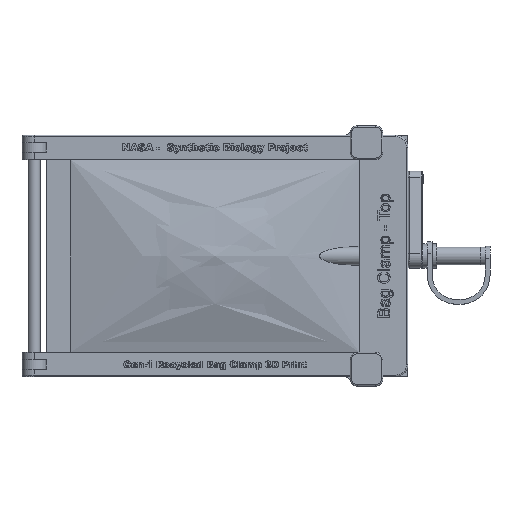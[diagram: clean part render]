
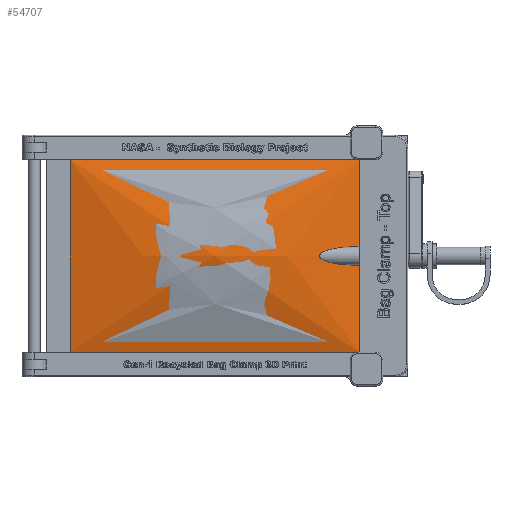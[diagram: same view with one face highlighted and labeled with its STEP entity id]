
A CAD part, top view. The second image highlights one B-rep face of the part: STEP entity #54707.
In plain terms, the highlighted free-form (B-spline) face has degree [3, 3] with [5, 5] control points.
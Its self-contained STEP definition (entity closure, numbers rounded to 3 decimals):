
#54663 = VERTEX_POINT('',#54664);
#54664 = CARTESIAN_POINT('',(76.2,5.08,0.762));
#54670 = EDGE_CURVE('',#54671,#54663,#54673,.T.);
#54671 = VERTEX_POINT('',#54672);
#54672 = CARTESIAN_POINT('',(76.2,-5.08,0.762));
#54673 = B_SPLINE_CURVE_WITH_KNOTS('',3,(#54674,#54675,#54676,#54677,
    #54678,#54679,#54680,#54681,#54682,#54683,#54684,#54685,#54686,
    #54687,#54688,#54689,#54690,#54691,#54692,#54693,#54694,#54695),
  .UNSPECIFIED.,.F.,.F.,(4,2,2,2,2,2,2,2,2,2,4),(-5.151,
    -3.399,-2.811,-2.679,-2.609,
    -2.558,-2.507,-2.442,-2.293,
    -1.755,0.),.UNSPECIFIED.);
#54674 = CARTESIAN_POINT('',(76.2,-5.08,0.762));
#54675 = CARTESIAN_POINT('',(70.819,-5.08,2.071));
#54676 = CARTESIAN_POINT('',(65.694,-4.574,
    3.315));
#54677 = CARTESIAN_POINT('',(60.508,-3.404,
    4.558));
#54678 = CARTESIAN_POINT('',(58.179,-2.805,
    5.112));
#54679 = CARTESIAN_POINT('',(56.271,-1.675,
    5.563));
#54680 = CARTESIAN_POINT('',(55.91,-1.423,
    5.648));
#54681 = CARTESIAN_POINT('',(55.474,-0.972,
    5.751));
#54682 = CARTESIAN_POINT('',(55.334,-0.794,
    5.784));
#54683 = CARTESIAN_POINT('',(55.164,-0.454,
    5.824));
#54684 = CARTESIAN_POINT('',(55.114,-0.304,
    5.835));
#54685 = CARTESIAN_POINT('',(55.075,0.013,
    5.844));
#54686 = CARTESIAN_POINT('',(55.088,0.169,
    5.842));
#54687 = CARTESIAN_POINT('',(55.183,0.52,5.819
    ));
#54688 = CARTESIAN_POINT('',(55.28,0.7,
    5.796));
#54689 = CARTESIAN_POINT('',(55.676,1.239,
    5.703));
#54690 = CARTESIAN_POINT('',(56.093,1.556,
    5.605));
#54691 = CARTESIAN_POINT('',(57.89,2.676,
    5.181));
#54692 = CARTESIAN_POINT('',(59.985,3.257,
    4.682));
#54693 = CARTESIAN_POINT('',(65.13,4.515,
    3.452));
#54694 = CARTESIAN_POINT('',(70.516,5.08,2.145));
#54695 = CARTESIAN_POINT('',(76.2,5.08,0.762));
#54707 = ADVANCED_FACE('',(#54708),#54757,.T.);
#54708 = FACE_BOUND('',#54709,.T.);
#54709 = EDGE_LOOP('',(#54710,#54711,#54720,#54730,#54740,#54750));
#54710 = ORIENTED_EDGE('',*,*,#54670,.T.);
#54711 = ORIENTED_EDGE('',*,*,#54712,.T.);
#54712 = EDGE_CURVE('',#54663,#54713,#54715,.T.);
#54713 = VERTEX_POINT('',#54714);
#54714 = CARTESIAN_POINT('',(76.2,50.8,0.762));
#54715 = B_SPLINE_CURVE_WITH_KNOTS('',3,(#54716,#54717,#54718,#54719),
  .UNSPECIFIED.,.F.,.F.,(4,4),(-0.9,0.),.PIECEWISE_BEZIER_KNOTS.);
#54716 = CARTESIAN_POINT('',(76.2,5.08,0.762));
#54717 = CARTESIAN_POINT('',(76.2,20.32,0.762));
#54718 = CARTESIAN_POINT('',(76.2,35.56,0.762));
#54719 = CARTESIAN_POINT('',(76.2,50.8,0.762));
#54720 = ORIENTED_EDGE('',*,*,#54721,.T.);
#54721 = EDGE_CURVE('',#54713,#54722,#54724,.T.);
#54722 = VERTEX_POINT('',#54723);
#54723 = CARTESIAN_POINT('',(-76.2,50.8,0.762));
#54724 = B_SPLINE_CURVE_WITH_KNOTS('',3,(#54725,#54726,#54727,#54728,
    #54729),.UNSPECIFIED.,.F.,.F.,(4,1,4),(0.,1.,2.),
  .QUASI_UNIFORM_KNOTS.);
#54725 = CARTESIAN_POINT('',(76.2,50.8,0.762));
#54726 = CARTESIAN_POINT('',(50.8,50.8,0.762));
#54727 = CARTESIAN_POINT('',(0.,50.8,0.762));
#54728 = CARTESIAN_POINT('',(-50.8,50.8,0.762));
#54729 = CARTESIAN_POINT('',(-76.2,50.8,0.762));
#54730 = ORIENTED_EDGE('',*,*,#54731,.T.);
#54731 = EDGE_CURVE('',#54722,#54732,#54734,.T.);
#54732 = VERTEX_POINT('',#54733);
#54733 = CARTESIAN_POINT('',(-76.2,-50.8,0.762));
#54734 = B_SPLINE_CURVE_WITH_KNOTS('',3,(#54735,#54736,#54737,#54738,
    #54739),.UNSPECIFIED.,.F.,.F.,(4,1,4),(0.,1.,2.),
  .QUASI_UNIFORM_KNOTS.);
#54735 = CARTESIAN_POINT('',(-76.2,50.8,0.762));
#54736 = CARTESIAN_POINT('',(-76.2,33.867,0.762));
#54737 = CARTESIAN_POINT('',(-76.2,0.,0.762));
#54738 = CARTESIAN_POINT('',(-76.2,-33.867,0.762));
#54739 = CARTESIAN_POINT('',(-76.2,-50.8,0.762));
#54740 = ORIENTED_EDGE('',*,*,#54741,.T.);
#54741 = EDGE_CURVE('',#54732,#54742,#54744,.T.);
#54742 = VERTEX_POINT('',#54743);
#54743 = CARTESIAN_POINT('',(76.2,-50.8,0.762));
#54744 = B_SPLINE_CURVE_WITH_KNOTS('',3,(#54745,#54746,#54747,#54748,
    #54749),.UNSPECIFIED.,.F.,.F.,(4,1,4),(-2.,-1.,0.),
  .QUASI_UNIFORM_KNOTS.);
#54745 = CARTESIAN_POINT('',(-76.2,-50.8,0.762));
#54746 = CARTESIAN_POINT('',(-50.8,-50.8,0.762));
#54747 = CARTESIAN_POINT('',(0.,-50.8,0.762));
#54748 = CARTESIAN_POINT('',(50.8,-50.8,0.762));
#54749 = CARTESIAN_POINT('',(76.2,-50.8,0.762));
#54750 = ORIENTED_EDGE('',*,*,#54751,.T.);
#54751 = EDGE_CURVE('',#54742,#54671,#54752,.T.);
#54752 = B_SPLINE_CURVE_WITH_KNOTS('',3,(#54753,#54754,#54755,#54756),
  .UNSPECIFIED.,.F.,.F.,(4,4),(-2.,-1.1),.PIECEWISE_BEZIER_KNOTS.);
#54753 = CARTESIAN_POINT('',(76.2,-50.8,0.762));
#54754 = CARTESIAN_POINT('',(76.2,-35.56,0.762));
#54755 = CARTESIAN_POINT('',(76.2,-20.32,0.762));
#54756 = CARTESIAN_POINT('',(76.2,-5.08,0.762));
#54757 = B_SPLINE_SURFACE_WITH_KNOTS('',3,3,(
    (#54758,#54759,#54760,#54761,#54762)
    ,(#54763,#54764,#54765,#54766,#54767)
    ,(#54768,#54769,#54770,#54771,#54772)
    ,(#54773,#54774,#54775,#54776,#54777)
    ,(#54778,#54779,#54780,#54781,#54782
    )),.UNSPECIFIED.,.F.,.F.,.F.,(4,1,4),(4,1,4),(0.,1.,2.),(0.,1.,2.),
  .QUASI_UNIFORM_KNOTS.);
#54758 = CARTESIAN_POINT('',(76.2,50.8,0.762));
#54759 = CARTESIAN_POINT('',(76.2,33.867,0.762));
#54760 = CARTESIAN_POINT('',(76.2,0.,0.762));
#54761 = CARTESIAN_POINT('',(76.2,-33.867,0.762));
#54762 = CARTESIAN_POINT('',(76.2,-50.8,0.762));
#54763 = CARTESIAN_POINT('',(50.8,50.8,0.762));
#54764 = CARTESIAN_POINT('',(50.8,33.867,3.898));
#54765 = CARTESIAN_POINT('',(50.8,0.,10.169));
#54766 = CARTESIAN_POINT('',(50.8,-33.867,3.898));
#54767 = CARTESIAN_POINT('',(50.8,-50.8,0.762));
#54768 = CARTESIAN_POINT('',(0.,50.8,0.762));
#54769 = CARTESIAN_POINT('',(0.,33.867,10.169));
#54770 = CARTESIAN_POINT('',(0.,0.,28.984));
#54771 = CARTESIAN_POINT('',(0.,-33.867,10.169));
#54772 = CARTESIAN_POINT('',(0.,-50.8,0.762));
#54773 = CARTESIAN_POINT('',(-50.8,50.8,0.762));
#54774 = CARTESIAN_POINT('',(-50.8,33.867,3.898));
#54775 = CARTESIAN_POINT('',(-50.8,0.,10.169));
#54776 = CARTESIAN_POINT('',(-50.8,-33.867,3.898));
#54777 = CARTESIAN_POINT('',(-50.8,-50.8,0.762));
#54778 = CARTESIAN_POINT('',(-76.2,50.8,0.762));
#54779 = CARTESIAN_POINT('',(-76.2,33.867,0.762));
#54780 = CARTESIAN_POINT('',(-76.2,0.,0.762));
#54781 = CARTESIAN_POINT('',(-76.2,-33.867,0.762));
#54782 = CARTESIAN_POINT('',(-76.2,-50.8,0.762));
